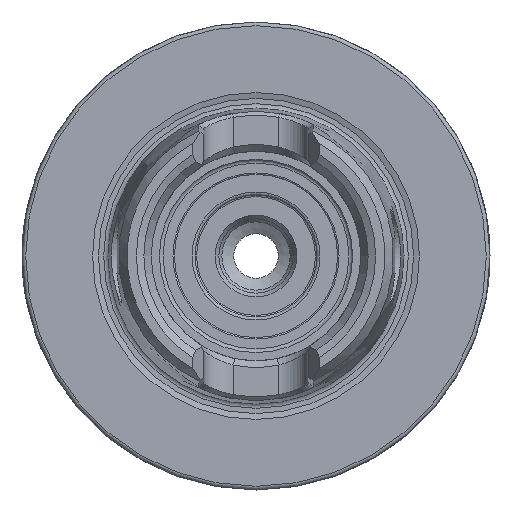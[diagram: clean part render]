
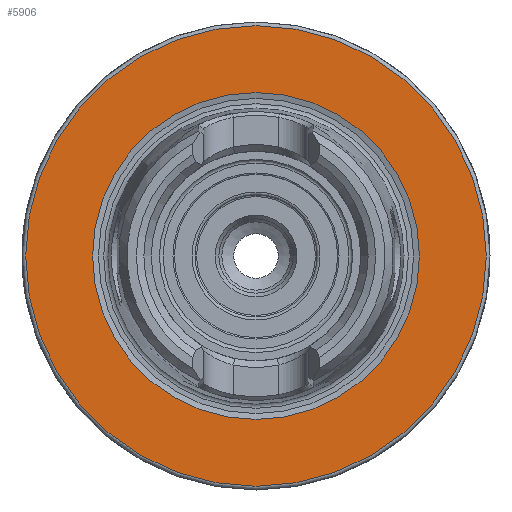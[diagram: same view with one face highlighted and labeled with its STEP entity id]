
A CAD part, left-side view. The second image highlights one B-rep face of the part: STEP entity #5906.
In plain terms, the highlighted planar face has unit normal (-1, 0, 0).
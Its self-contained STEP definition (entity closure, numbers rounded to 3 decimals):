
#5872=CARTESIAN_POINT('',(0.0,22.,0.0));
#5873=VERTEX_POINT('',#5872);
#5874=CARTESIAN_POINT('',(0.0,0.,0.0));
#5875=DIRECTION('',(1.0,0.0,0.0));
#5876=DIRECTION('',(0.0,1.0,0.0));
#5877=AXIS2_PLACEMENT_3D('',#5874,#5875,#5876);
#5878=CIRCLE('',#5877,22.);
#5879=EDGE_CURVE('',#5873,#5873,#5878,.T.);
#5887=CARTESIAN_POINT('',(0.0,26.5,0.0));
#5888=DIRECTION('',(-1.0,0.0,0.0));
#5889=DIRECTION('',(0.0,0.0,1.0));
#5890=AXIS2_PLACEMENT_3D('',#5887,#5888,#5889);
#5891=PLANE('',#5890);
#5892=CARTESIAN_POINT('',(0.0,31.,0.0));
#5893=VERTEX_POINT('',#5892);
#5894=CARTESIAN_POINT('',(0.0,0.,0.0));
#5895=DIRECTION('',(1.0,0.0,0.0));
#5896=DIRECTION('',(0.0,1.0,0.0));
#5897=AXIS2_PLACEMENT_3D('',#5894,#5895,#5896);
#5898=CIRCLE('',#5897,31.);
#5899=EDGE_CURVE('',#5893,#5893,#5898,.T.);
#5900=ORIENTED_EDGE('',*,*,#5899,.F.);
#5901=EDGE_LOOP('',(#5900));
#5902=FACE_OUTER_BOUND('',#5901,.T.);
#5903=ORIENTED_EDGE('',*,*,#5879,.T.);
#5904=EDGE_LOOP('',(#5903));
#5905=FACE_BOUND('',#5904,.T.);
#5906=ADVANCED_FACE('',(#5902,#5905),#5891,.T.);
